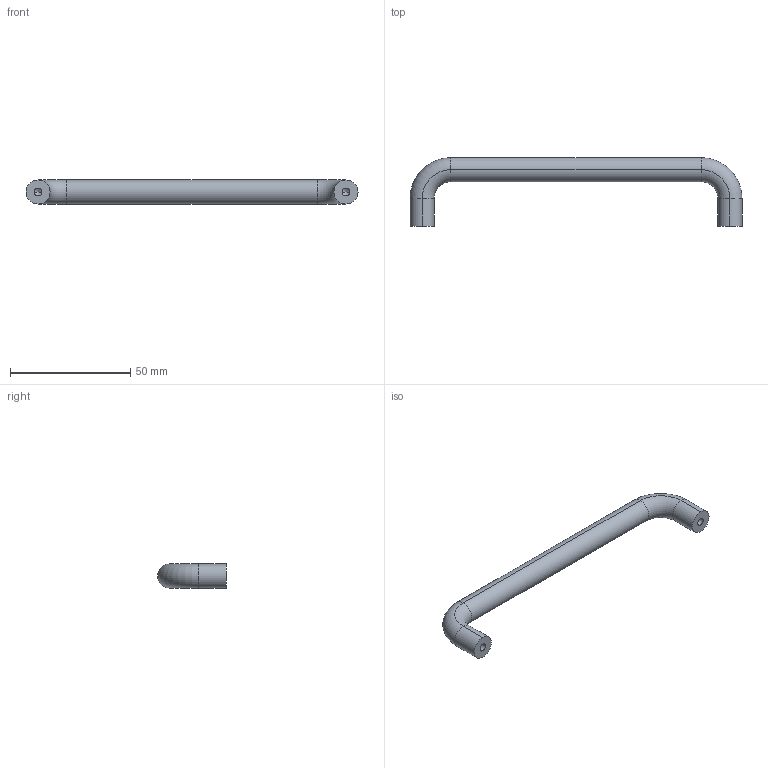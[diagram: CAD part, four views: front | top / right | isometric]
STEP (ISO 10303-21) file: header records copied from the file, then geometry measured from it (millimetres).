
FILE_DESCRIPTION(('Creo Elements/Direct Modeling STEP Export'),'2;1');
FILE_NAME('6211-138.stp','2017-09-01T 9:50:28',(''),(''),'Creo Elements/Direct Modeling STEP processor for AP214 (Solid Model)','Creo Elements/Direct Modeling 20.0 12-Nov-2016 (C) Parametric Technology GmbH','');
FILE_SCHEMA(('AUTOMOTIVE_DESIGN { 1 0 10303 214 1 1 1 1 }'));
Length unit declared in the file: millimetre
Products named in the file (1): ZN-2408
Bounding box: 138 x 28.5 x 10 mm (x, y, z)
Volume: 12776.6 mm3; surface area: 5520.3 mm2
Topology: 1 solids, 1 shells, 26 faces, 54 edges, 30 vertices
Faces by surface type: cylinder 14, torus 4, plane 4, cone 4
Entity records: 650 total; most frequent: DIRECTION 108, ORIENTED_EDGE 100, CARTESIAN_POINT 93, EDGE_CURVE 50, AXIS2_PLACEMENT_3D 45, VERTEX_POINT 30, EDGE_LOOP 30, FACE_OUTER_BOUND 26
